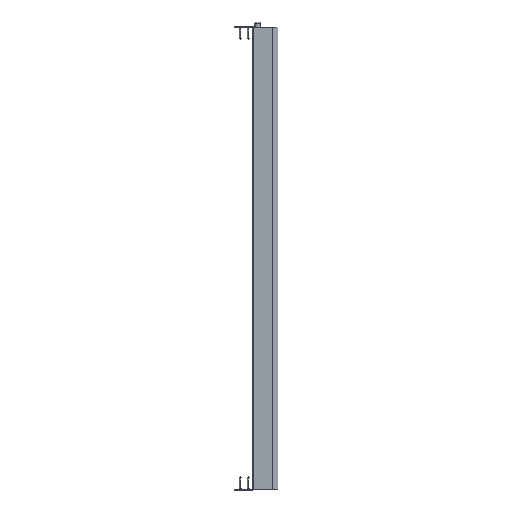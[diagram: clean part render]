
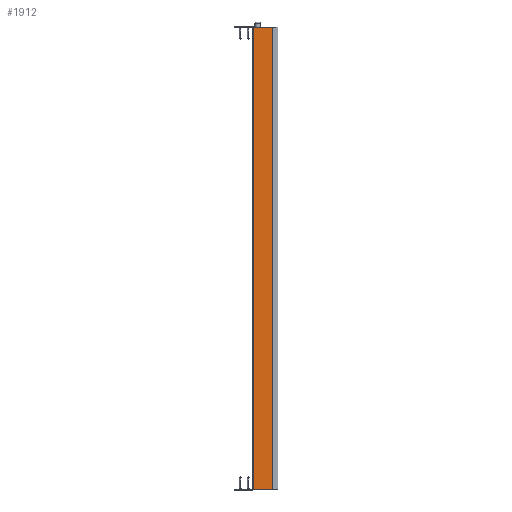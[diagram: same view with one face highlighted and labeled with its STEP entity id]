
A CAD part, left-side view. The second image highlights one B-rep face of the part: STEP entity #1912.
In plain terms, the highlighted planar face has unit normal (-1, 0.007, 0).
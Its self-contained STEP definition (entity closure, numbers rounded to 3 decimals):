
#1373 = LINE ( 'NONE', #15903, #32911 ) ;
#1742 = DIRECTION ( 'NONE',  ( -0.007, -1., 0. ) ) ;
#1912 = ADVANCED_FACE ( 'NONE', ( #18742 ), #4207, .T. ) ;
#4207 = PLANE ( 'NONE',  #19201 ) ;
#4868 = EDGE_CURVE ( 'NONE', #19031, #26698, #45316, .T. ) ;
#4944 = VECTOR ( 'NONE', #1742, 1000. ) ;
#6088 = LINE ( 'NONE', #46572, #27258 ) ;
#8271 = CARTESIAN_POINT ( 'NONE',  ( -6.599, -29.85, 0. ) ) ;
#8755 = DIRECTION ( 'NONE',  ( 0., 0., 1. ) ) ;
#8887 = CARTESIAN_POINT ( 'NONE',  ( -6.377, 0., 0. ) ) ;
#10271 = ORIENTED_EDGE ( 'NONE', *, *, #4868, .T. ) ;
#10366 = DIRECTION ( 'NONE',  ( 0., 0., -1. ) ) ;
#15178 = CARTESIAN_POINT ( 'NONE',  ( -6.377, 0., -707. ) ) ;
#15903 = CARTESIAN_POINT ( 'NONE',  ( -6.599, -29.85, -707. ) ) ;
#17218 = CARTESIAN_POINT ( 'NONE',  ( -6.382, -0.695, -707. ) ) ;
#17711 = EDGE_CURVE ( 'NONE', #26698, #39560, #1373, .T. ) ;
#18742 = FACE_OUTER_BOUND ( 'NONE', #34684, .T. ) ;
#19031 = VERTEX_POINT ( 'NONE', #17218 ) ;
#19201 = AXIS2_PLACEMENT_3D ( 'NONE', #15178, #21853, #28770 ) ;
#21853 = DIRECTION ( 'NONE',  ( -1., 0.007, 0. ) ) ;
#23647 = DIRECTION ( 'NONE',  ( -0.007, -1., 0. ) ) ;
#24628 = VECTOR ( 'NONE', #23647, 1000. ) ;
#25541 = EDGE_CURVE ( 'NONE', #34806, #39560, #37021, .T. ) ;
#26698 = VERTEX_POINT ( 'NONE', #27505 ) ;
#27208 = CARTESIAN_POINT ( 'NONE',  ( -6.377, 0., -707. ) ) ;
#27258 = VECTOR ( 'NONE', #10366, 1000. ) ;
#27505 = CARTESIAN_POINT ( 'NONE',  ( -6.599, -29.85, -707. ) ) ;
#28770 = DIRECTION ( 'NONE',  ( -0.007, -1., 0. ) ) ;
#31403 = ORIENTED_EDGE ( 'NONE', *, *, #25541, .F. ) ;
#32911 = VECTOR ( 'NONE', #8755, 1000. ) ;
#34684 = EDGE_LOOP ( 'NONE', ( #10271, #37013, #31403, #44994 ) ) ;
#34806 = VERTEX_POINT ( 'NONE', #40619 ) ;
#36032 = EDGE_CURVE ( 'NONE', #34806, #19031, #6088, .T. ) ;
#37013 = ORIENTED_EDGE ( 'NONE', *, *, #17711, .T. ) ;
#37021 = LINE ( 'NONE', #8887, #4944 ) ;
#39560 = VERTEX_POINT ( 'NONE', #8271 ) ;
#40619 = CARTESIAN_POINT ( 'NONE',  ( -6.382, -0.695, 0. ) ) ;
#44994 = ORIENTED_EDGE ( 'NONE', *, *, #36032, .T. ) ;
#45316 = LINE ( 'NONE', #27208, #24628 ) ;
#46572 = CARTESIAN_POINT ( 'NONE',  ( -6.382, -0.695, -707. ) ) ;
